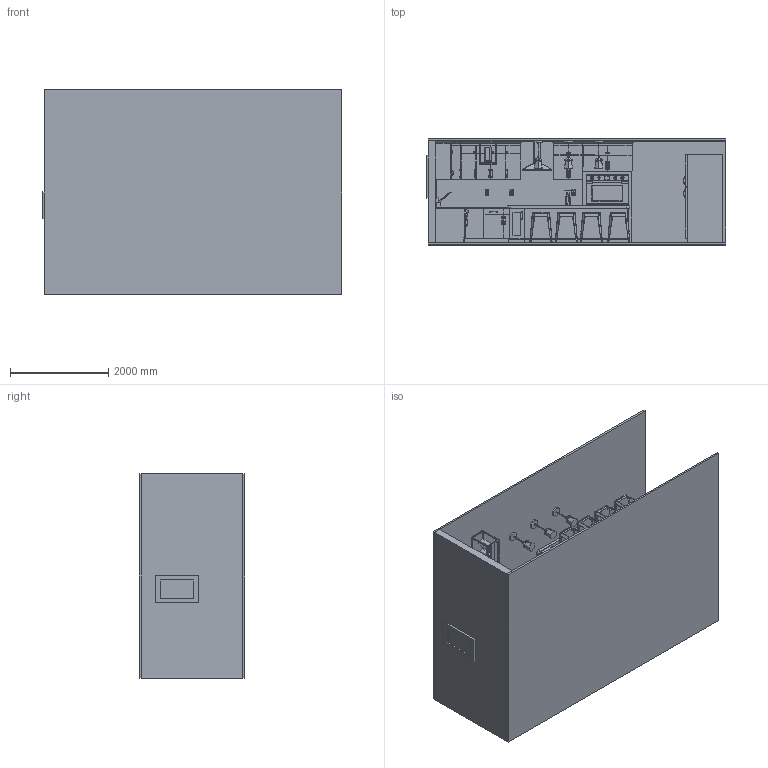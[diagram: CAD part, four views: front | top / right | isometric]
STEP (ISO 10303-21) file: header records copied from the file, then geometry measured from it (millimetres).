
FILE_DESCRIPTION (( 'STEP AP203' ), '1' );
FILE_NAME ('KITCHEN_1.1_AP203step.STEP', '2020-07-29T13:58:11', ( '' ), ( '' ), 'SwSTEP 2.0', 'SolidWorks 2014', '' );
FILE_SCHEMA (( 'CONFIG_CONTROL_DESIGN' ));
Length unit declared in the file: millimetre
Products named in the file (182): top left; ceiling; glass case for second lighting; outlet; upper level square knobs; f3; new wall background; lighting 1.2; outer frame; vertical; stool seat; glass bulb; island countertop; floor v2; KITCHEN_1.1_AP203step; stool legs; sink; faucet; fridge; Light Bulb; wall; vertical oven storage cabinet V2; counter L-shape V3; centre counter; stove; light fixture short; light holder; oven; counter L-shape top right; double outlet; frame for lighting jars; glass case for lighting; stool; counter top; counter L-shape top left; window frame; dishwasher; kitchen hood; glass pane; island V2 ...
Assembly tree (131 placements, depth 3):
  top left
  glass case for second lighting
  outlet
  upper level square knobs
  f3
Bounding box: 6110 x 2160 x 4180 mm (x, y, z)
Volume: 12642900399.5 mm3; surface area: 258133773.7 mm2
Topology: 339 solids, 343 shells, 3685 faces, 8220 edges, 5410 vertices
Faces by surface type: plane 2413, cylinder 807, bspline 265, torus 128, cone 40, sphere 32
Entity records: 124834 total; most frequent: CARTESIAN_POINT 78195, ORIENTED_EDGE 5914, DIRECTION 5904, EDGE_CURVE 2957, VECTOR 2254, LINE 2254, VERTEX_POINT 1920, AXIS2_PLACEMENT_3D 1825
